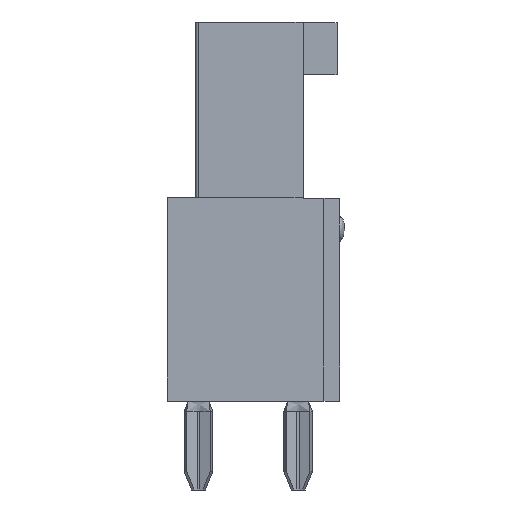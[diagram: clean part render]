
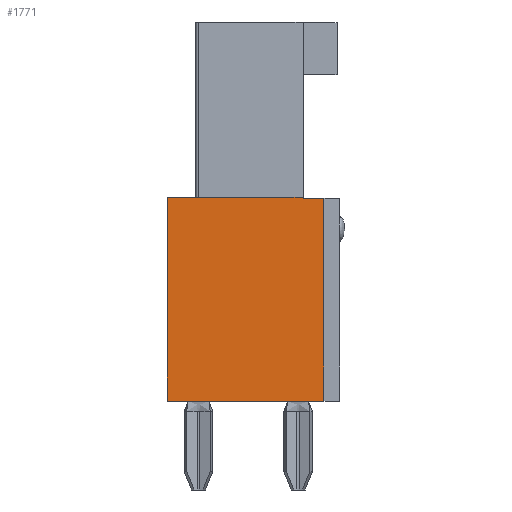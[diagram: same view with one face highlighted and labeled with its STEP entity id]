
A CAD part, left-side view. The second image highlights one B-rep face of the part: STEP entity #1771.
In plain terms, the highlighted planar face has unit normal (-1, 0, 0).
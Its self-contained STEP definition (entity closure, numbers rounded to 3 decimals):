
#1771 = ADVANCED_FACE( '', ( #3604 ), #3605, .F. );
#3604 = FACE_OUTER_BOUND( '', #5591, .T. );
#3605 = PLANE( '', #5592 );
#5591 = EDGE_LOOP( '', ( #10885, #10886, #10887, #10888, #10889, #10890 ) );
#5592 = AXIS2_PLACEMENT_3D( '', #10891, #10892, #10893 );
#10885 = ORIENTED_EDGE( '', *, *, #13024, .F. );
#10886 = ORIENTED_EDGE( '', *, *, #13504, .F. );
#10887 = ORIENTED_EDGE( '', *, *, #13419, .F. );
#10888 = ORIENTED_EDGE( '', *, *, #12035, .F. );
#10889 = ORIENTED_EDGE( '', *, *, #12466, .F. );
#10890 = ORIENTED_EDGE( '', *, *, #11635, .F. );
#10891 = CARTESIAN_POINT( '', ( -16.625, 0., 0. ) );
#10892 = DIRECTION( '', ( 1., 0., 0. ) );
#10893 = DIRECTION( '', ( 0., 0., -1. ) );
#11635 = EDGE_CURVE( '', #14006, #14008, #14009, .T. );
#12035 = EDGE_CURVE( '', #14698, #14692, #14700, .T. );
#12466 = EDGE_CURVE( '', #14008, #14698, #15388, .T. );
#13024 = EDGE_CURVE( '', #16181, #14006, #16183, .T. );
#13419 = EDGE_CURVE( '', #14692, #16679, #16680, .T. );
#13504 = EDGE_CURVE( '', #16679, #16181, #16777, .T. );
#14006 = VERTEX_POINT( '', #17486 );
#14008 = VERTEX_POINT( '', #17489 );
#14009 = LINE( '', #17490, #17491 );
#14692 = VERTEX_POINT( '', #18511 );
#14698 = VERTEX_POINT( '', #18520 );
#14700 = LINE( '', #18523, #18524 );
#15388 = LINE( '', #19606, #19607 );
#16181 = VERTEX_POINT( '', #20873 );
#16183 = LINE( '', #20876, #20877 );
#16679 = VERTEX_POINT( '', #21598 );
#16680 = LINE( '', #21599, #21600 );
#16777 = LINE( '', #21734, #21735 );
#17486 = CARTESIAN_POINT( '', ( -16.625, 3.3, -3.9 ) );
#17489 = CARTESIAN_POINT( '', ( -16.625, 3.3, 3.9 ) );
#17490 = CARTESIAN_POINT( '', ( -16.625, 3.3, -3.9 ) );
#17491 = VECTOR( '', #22141, 1000. );
#18511 = CARTESIAN_POINT( '', ( -16.625, -1.9, 3.85 ) );
#18520 = CARTESIAN_POINT( '', ( -16.625, -1.9, 3.9 ) );
#18523 = CARTESIAN_POINT( '', ( -16.625, -1.9, 3.9 ) );
#18524 = VECTOR( '', #22531, 1000. );
#19606 = CARTESIAN_POINT( '', ( -16.625, 3.3, 3.9 ) );
#19607 = VECTOR( '', #22938, 1000. );
#20873 = CARTESIAN_POINT( '', ( -16.625, -2.7, -3.9 ) );
#20876 = CARTESIAN_POINT( '', ( -16.625, -2.7, -3.9 ) );
#20877 = VECTOR( '', #23441, 1000. );
#21598 = CARTESIAN_POINT( '', ( -16.625, -2.7, 3.85 ) );
#21599 = CARTESIAN_POINT( '', ( -16.625, -1.9, 3.85 ) );
#21600 = VECTOR( '', #23755, 1000. );
#21734 = CARTESIAN_POINT( '', ( -16.625, -2.7, 3.85 ) );
#21735 = VECTOR( '', #23820, 1000. );
#22141 = DIRECTION( '', ( 0., 0., 1. ) );
#22531 = DIRECTION( '', ( 0., 0., -1. ) );
#22938 = DIRECTION( '', ( 0., -1., 0. ) );
#23441 = DIRECTION( '', ( 0., 1., 0. ) );
#23755 = DIRECTION( '', ( 0., -1., 0. ) );
#23820 = DIRECTION( '', ( 0., 0., -1. ) );
